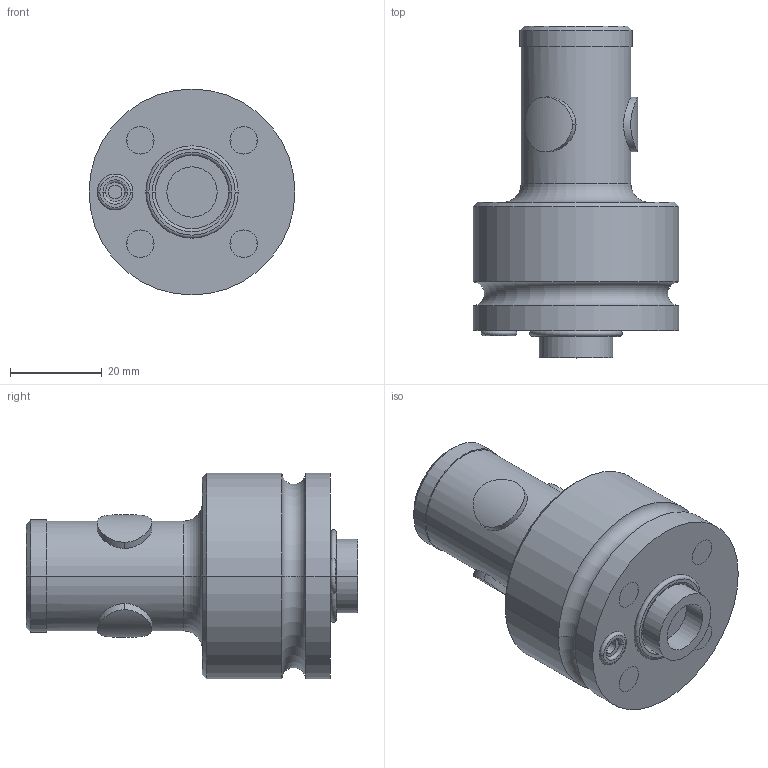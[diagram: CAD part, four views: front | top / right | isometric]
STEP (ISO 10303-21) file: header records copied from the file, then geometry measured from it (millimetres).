
FILE_DESCRIPTION((''),'2;1');
FILE_NAME('ILC15821001','2020-04-29T',('jweaver'),(''),'PRO/ENGINEER BY PARAMETRIC TECHNOLOGY CORPORATION, 2013320','PRO/ENGINEER BY PARAMETRIC TECHNOLOGY CORPORATION, 2013320','');
FILE_SCHEMA(('AUTOMOTIVE_DESIGN { 1 0 10303 214 1 1 1 1 }'));
Length unit declared in the file: inch
Products named in the file (1): ILC15821001
Bounding box: 45 x 72.5 x 45 mm (x, y, z)
Volume: 60809.2 mm3; surface area: 13191 mm2
Topology: 1 solids, 5 shells, 97 faces, 205 edges, 126 vertices
Faces by surface type: cylinder 39, plane 26, cone 20, torus 12
Entity records: 3720 total; most frequent: CARTESIAN_POINT 627, DIRECTION 491, ORIENTED_EDGE 386, PRESENTATION_STYLE_ASSIGNMENT 216, AXIS2_PLACEMENT_3D 208, STYLED_ITEM 202, CURVE_STYLE 197, EDGE_CURVE 197
